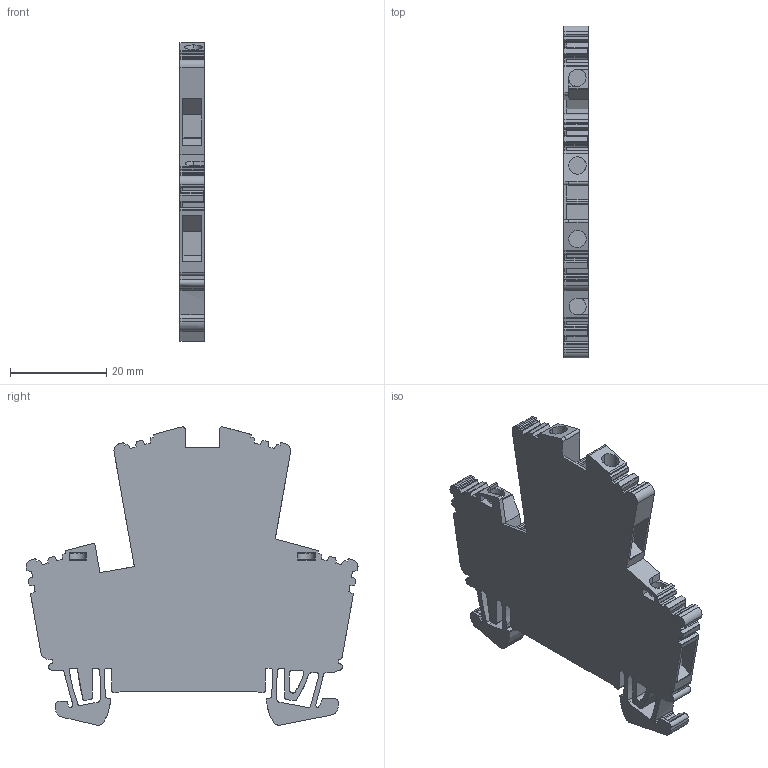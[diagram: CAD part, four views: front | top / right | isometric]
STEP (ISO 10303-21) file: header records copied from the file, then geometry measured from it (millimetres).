
FILE_DESCRIPTION(('CATIA V5 STEP Exchange','CAx-IF Rec.Pracs.--- Model Styling and Organization---1.5--- 2016-08-15','CAx-IF Rec.Pracs.---Supplemental Geometry---1.0---2011-11-01','CAx-IF Rec.Pracs.--- Composite Materials ---1.1---2010-07-15'),'2;1');
FILE_NAME ('1235151-3_1', '2025-09-19T12:24:08+00:00', ('none'), ('Weidmueller'), 'CATIA Version 5-6 Release 2024 SP4', 'CATIA V5 STEP AP214 v3', 'none');
FILE_SCHEMA(('AUTOMOTIVE_DESIGN { 1 0 10303 214 1 1 1 1 }'));
Length unit declared in the file: millimetre
Products named in the file (1): 2739600000
Bounding box: 5.1 x 69.07 x 62.1 mm (x, y, z)
Volume: 12059.8 mm3; surface area: 8588.5 mm2
Topology: 1 solids, 3 shells, 595 faces, 1728 edges, 1141 vertices
Faces by surface type: plane 347, cylinder 135, extrusion 109, bspline 2, cone 2
Entity records: 20525 total; most frequent: CARTESIAN_POINT 5649, ORIENTED_EDGE 3456, DIRECTION 2377, EDGE_CURVE 1728, VECTOR 1437, LINE 1328, VERTEX_POINT 1141, EDGE_LOOP 611
